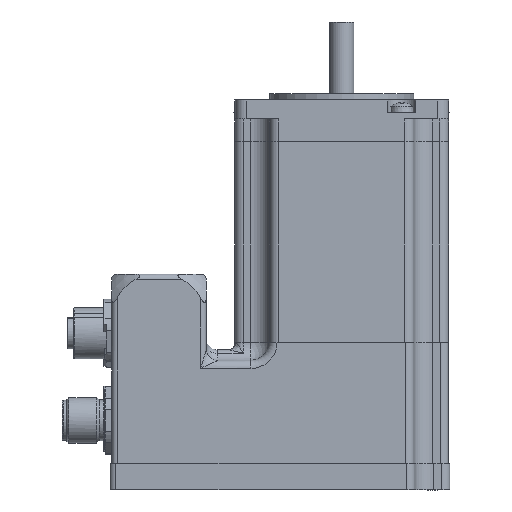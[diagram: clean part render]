
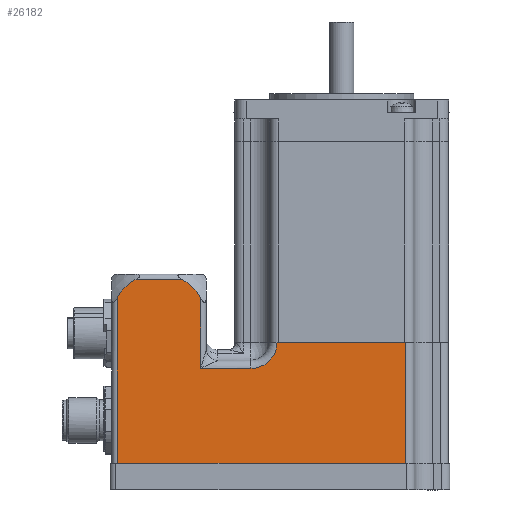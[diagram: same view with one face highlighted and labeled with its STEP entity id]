
A CAD part, left-side view. The second image highlights one B-rep face of the part: STEP entity #26182.
In plain terms, the highlighted planar face has unit normal (-1, 0, 0).
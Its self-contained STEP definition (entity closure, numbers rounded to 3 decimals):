
#1889=FACE_OUTER_BOUND('',#3534,.T.);
#3534=EDGE_LOOP('',(#18621,#18622,#18623,#18624,#18625,#18626,#18627,#18628,
#18629,#18630));
#5398=CIRCLE('',#28133,12.);
#5404=CIRCLE('',#28146,12.);
#5422=CIRCLE('',#28183,6.917);
#6701=LINE('',#40119,#8777);
#6703=LINE('',#40142,#8779);
#6777=LINE('',#40582,#8853);
#6787=LINE('',#40701,#8863);
#6789=LINE('',#40705,#8865);
#6805=LINE('',#40762,#8881);
#6806=LINE('',#40764,#8882);
#8777=VECTOR('',#31944,13.3);
#8779=VECTOR('',#31950,18.726);
#8853=VECTOR('',#32304,12.619);
#8863=VECTOR('',#32346,76.1);
#8865=VECTOR('',#32352,43.809);
#8881=VECTOR('',#32410,32.);
#8882=VECTOR('',#32411,33.883);
#11010=VERTEX_POINT('',#39901);
#11039=VERTEX_POINT('',#40118);
#11041=VERTEX_POINT('',#40124);
#11130=VERTEX_POINT('',#40464);
#11138=VERTEX_POINT('',#40562);
#11141=VERTEX_POINT('',#40606);
#11156=VERTEX_POINT('',#40698);
#11157=VERTEX_POINT('',#40700);
#11177=VERTEX_POINT('',#40761);
#11178=VERTEX_POINT('',#40763);
#13807=EDGE_CURVE('',#11010,#11039,#6701,.T.);
#13811=EDGE_CURVE('',#11041,#11010,#6703,.T.);
#13945=EDGE_CURVE('',#11130,#11041,#5398,.T.);
#13959=EDGE_CURVE('',#11138,#11130,#6777,.T.);
#13963=EDGE_CURVE('',#11141,#11138,#5404,.T.);
#13983=EDGE_CURVE('',#11156,#11157,#6787,.T.);
#13986=EDGE_CURVE('',#11157,#11141,#6789,.T.);
#14010=EDGE_CURVE('',#11177,#11156,#6805,.T.);
#14011=EDGE_CURVE('',#11178,#11177,#6806,.T.);
#14012=EDGE_CURVE('',#11039,#11178,#5422,.T.);
#18621=ORIENTED_EDGE('',*,*,#13811,.F.);
#18622=ORIENTED_EDGE('',*,*,#13945,.F.);
#18623=ORIENTED_EDGE('',*,*,#13959,.F.);
#18624=ORIENTED_EDGE('',*,*,#13963,.F.);
#18625=ORIENTED_EDGE('',*,*,#13986,.F.);
#18626=ORIENTED_EDGE('',*,*,#13983,.F.);
#18627=ORIENTED_EDGE('',*,*,#14010,.F.);
#18628=ORIENTED_EDGE('',*,*,#14011,.F.);
#18629=ORIENTED_EDGE('',*,*,#14012,.F.);
#18630=ORIENTED_EDGE('',*,*,#13807,.F.);
#24087=PLANE('',#28182);
#26182=ADVANCED_FACE('',(#1889),#24087,.T.);
#28133=AXIS2_PLACEMENT_3D('',#40484,#32277,#32278);
#28146=AXIS2_PLACEMENT_3D('',#40624,#32309,#32310);
#28182=AXIS2_PLACEMENT_3D('',#40760,#32408,#32409);
#28183=AXIS2_PLACEMENT_3D('',#40765,#32412,#32413);
#31944=DIRECTION('',(0.,-1.,0.));
#31950=DIRECTION('',(0.,0.,-1.));
#32277=DIRECTION('center_axis',(1.,0.,0.));
#32278=DIRECTION('ref_axis',(0.,1.,0.));
#32304=DIRECTION('',(0.,-1.,0.));
#32309=DIRECTION('center_axis',(1.,0.,0.));
#32310=DIRECTION('ref_axis',(0.,1.,0.));
#32346=DIRECTION('',(0.,1.,0.));
#32352=DIRECTION('',(0.,0.,1.));
#32408=DIRECTION('center_axis',(-1.,0.,0.));
#32409=DIRECTION('ref_axis',(0.,1.,0.));
#32410=DIRECTION('',(0.,0.,-1.));
#32411=DIRECTION('',(0.,-1.,0.));
#32412=DIRECTION('center_axis',(-1.,0.,0.));
#32413=DIRECTION('ref_axis',(0.,-0.707,-0.707));
#39901=CARTESIAN_POINT('',(-28.2,37.3,-66.217));
#40118=CARTESIAN_POINT('',(-28.2,24.,-66.217));
#40119=CARTESIAN_POINT('',(-28.2,37.3,-66.217));
#40124=CARTESIAN_POINT('',(-28.2,37.3,-47.491));
#40142=CARTESIAN_POINT('',(-28.2,37.3,-47.491));
#40464=CARTESIAN_POINT('',(-28.2,41.991,-42.8));
#40484=CARTESIAN_POINT('Origin',(-28.2,47.8,-53.3));
#40562=CARTESIAN_POINT('',(-28.2,54.609,-42.8));
#40582=CARTESIAN_POINT('',(-28.2,54.609,-42.8));
#40606=CARTESIAN_POINT('',(-28.2,59.3,-47.491));
#40624=CARTESIAN_POINT('Origin',(-28.2,48.8,-53.3));
#40698=CARTESIAN_POINT('',(-28.2,-16.8,-91.3));
#40700=CARTESIAN_POINT('',(-28.2,59.3,-91.3));
#40701=CARTESIAN_POINT('',(-28.2,-16.8,-91.3));
#40705=CARTESIAN_POINT('',(-28.2,59.3,-91.3));
#40760=CARTESIAN_POINT('Origin',(-28.2,-19.,-59.3));
#40761=CARTESIAN_POINT('',(-28.2,-16.8,-59.3));
#40762=CARTESIAN_POINT('',(-28.2,-16.8,-59.3));
#40763=CARTESIAN_POINT('',(-28.2,17.083,-59.3));
#40764=CARTESIAN_POINT('',(-28.2,17.083,-59.3));
#40765=CARTESIAN_POINT('Origin',(-28.2,24.,-59.3));
